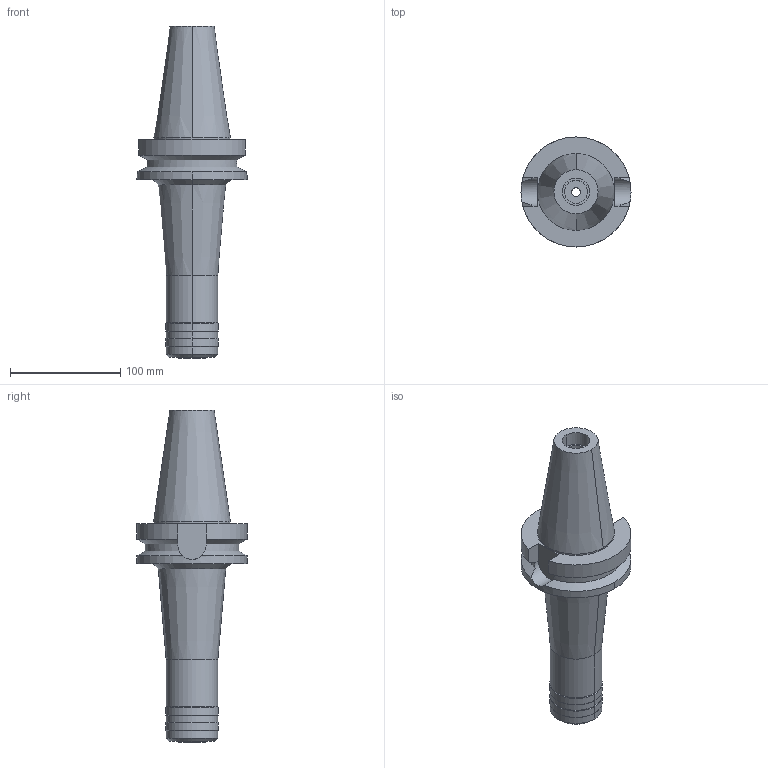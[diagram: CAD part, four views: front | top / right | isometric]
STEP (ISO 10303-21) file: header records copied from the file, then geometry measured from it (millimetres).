
FILE_DESCRIPTION((''),'2;1');
FILE_NAME('BBT50-TSL16-200','2018-08-28T',('ykawabe'),(''),'CREO PARAMETRIC BY PTC INC, 2016380','CREO PARAMETRIC BY PTC INC, 2016380','');
FILE_SCHEMA(('AUTOMOTIVE_DESIGN { 1 0 10303 214 1 1 1 1 }'));
Length unit declared in the file: millimetre
Products named in the file (1): BBT50-TSL16-200
Bounding box: 100 x 100 x 301.8 mm (x, y, z)
Volume: 766560 mm3; surface area: 84612 mm2
Topology: 1 solids, 1 shells, 69 faces, 165 edges, 105 vertices
Faces by surface type: cylinder 32, cone 22, plane 15
Entity records: 2887 total; most frequent: CARTESIAN_POINT 414, DIRECTION 382, ORIENTED_EDGE 330, PRESENTATION_STYLE_ASSIGNMENT 170, STYLED_ITEM 170, CURVE_STYLE 169, EDGE_CURVE 165, AXIS2_PLACEMENT_3D 158
